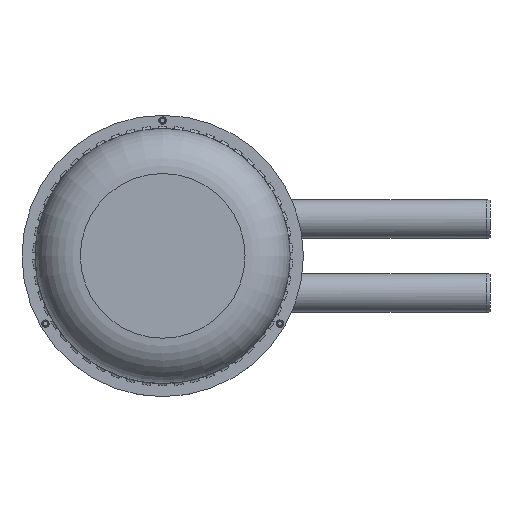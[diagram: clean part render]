
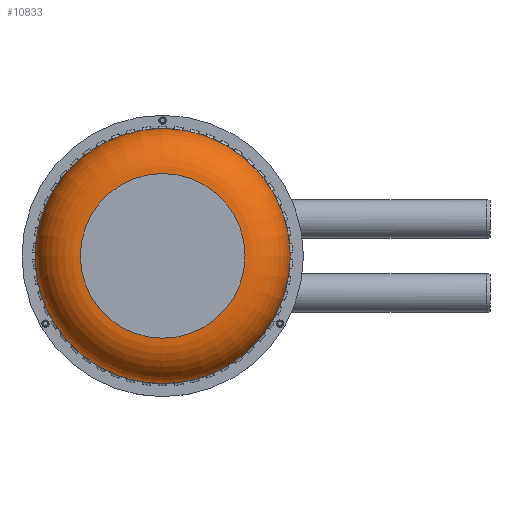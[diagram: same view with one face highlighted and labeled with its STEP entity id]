
A CAD part, top view. The second image highlights one B-rep face of the part: STEP entity #10833.
In plain terms, the highlighted toroidal (fillet/blend) face has major radius 1560 mm and minor radius 850 mm.
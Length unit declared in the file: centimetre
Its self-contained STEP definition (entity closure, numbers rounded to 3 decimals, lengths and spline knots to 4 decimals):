
#1851=FACE_OUTER_BOUND('',#2601,.T.);
#2601=EDGE_LOOP('',(#9582,#9583,#9584,#9585,#9586));
#3274=CIRCLE('',#13710,156.);
#3275=CIRCLE('',#13712,241.);
#3276=CIRCLE('',#13713,85.);
#3277=CIRCLE('',#13714,241.);
#4467=VERTEX_POINT('',#34837);
#4468=VERTEX_POINT('',#34840);
#4469=VERTEX_POINT('',#34841);
#6316=EDGE_CURVE('',#4467,#4467,#3274,.T.);
#6317=EDGE_CURVE('',#4468,#4469,#3275,.T.);
#6318=EDGE_CURVE('',#4468,#4467,#3276,.T.);
#6319=EDGE_CURVE('',#4469,#4468,#3277,.T.);
#9582=ORIENTED_EDGE('',*,*,#6317,.F.);
#9583=ORIENTED_EDGE('',*,*,#6318,.T.);
#9584=ORIENTED_EDGE('',*,*,#6316,.T.);
#9585=ORIENTED_EDGE('',*,*,#6318,.F.);
#9586=ORIENTED_EDGE('',*,*,#6319,.F.);
#10241=TOROIDAL_SURFACE('',#13711,156.,85.);
#10833=ADVANCED_FACE('',(#1851),#10241,.T.);
#13710=AXIS2_PLACEMENT_3D('',#34838,#16935,#16936);
#13711=AXIS2_PLACEMENT_3D('',#34839,#16937,#16938);
#13712=AXIS2_PLACEMENT_3D('',#34842,#16939,#16940);
#13713=AXIS2_PLACEMENT_3D('',#34843,#16941,#16942);
#13714=AXIS2_PLACEMENT_3D('',#34844,#16943,#16944);
#16935=DIRECTION('center_axis',(0.,0.,
-1.));
#16936=DIRECTION('ref_axis',(0.,-1.,0.));
#16937=DIRECTION('center_axis',(0.,0.,
-1.));
#16938=DIRECTION('ref_axis',(1.,0.,0.));
#16939=DIRECTION('center_axis',(0.,0.,
-1.));
#16940=DIRECTION('ref_axis',(0.,-1.,0.));
#16941=DIRECTION('center_axis',(0.,1.,0.));
#16942=DIRECTION('ref_axis',(-1.,0.,0.));
#16943=DIRECTION('center_axis',(0.,0.,
-1.));
#16944=DIRECTION('ref_axis',(0.,-1.,0.));
#34837=CARTESIAN_POINT('',(-21.,0.,130.));
#34838=CARTESIAN_POINT('Origin',(135.,0.,
130.));
#34839=CARTESIAN_POINT('Origin',(135.,0.,45.));
#34840=CARTESIAN_POINT('',(-106.,0.,45.));
#34841=CARTESIAN_POINT('',(135.,-241.,45.));
#34842=CARTESIAN_POINT('Origin',(135.,0.,45.));
#34843=CARTESIAN_POINT('Origin',(-21.,0.,45.));
#34844=CARTESIAN_POINT('Origin',(135.,0.,45.));
